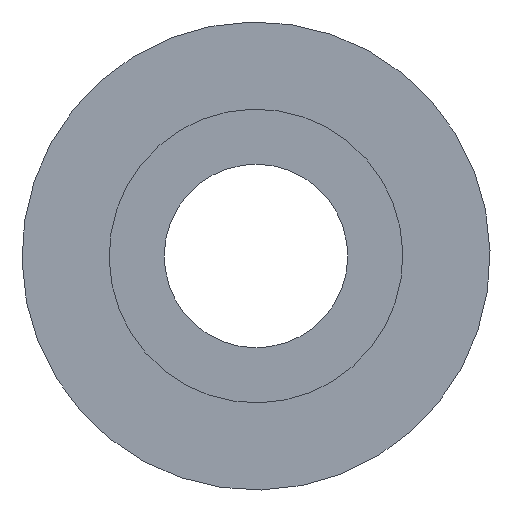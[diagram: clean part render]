
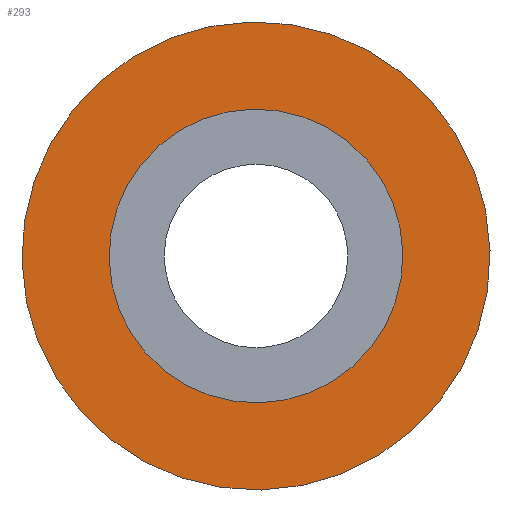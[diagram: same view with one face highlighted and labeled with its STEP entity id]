
A CAD part, left-side view. The second image highlights one B-rep face of the part: STEP entity #293.
In plain terms, the highlighted planar face has unit normal (-1, 0, 0).
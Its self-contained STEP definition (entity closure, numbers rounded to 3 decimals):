
#232=CARTESIAN_POINT('Vertex',(1.,11.189,6.113)) ;
#235=CARTESIAN_POINT('Axis2P3D Location',(1.,0.,0.)) ;
#239=CARTESIAN_POINT('Vertex',(1.,-11.189,-6.113)) ;
#254=CARTESIAN_POINT('Axis2P3D Location',(1.,0.,0.)) ;
#266=CARTESIAN_POINT('Axis2P3D Location',(1.,8.,0.)) ;
#275=CARTESIAN_POINT('Axis2P3D Location',(1.,0.,0.)) ;
#279=CARTESIAN_POINT('Vertex',(1.,-7.021,-3.835)) ;
#281=CARTESIAN_POINT('Vertex',(1.,7.021,3.835)) ;
#284=CARTESIAN_POINT('Axis2P3D Location',(1.,0.,0.)) ;
#236=DIRECTION('Axis2P3D Direction',(1.,0.,0.)) ;
#255=DIRECTION('Axis2P3D Direction',(1.,0.,0.)) ;
#267=DIRECTION('Axis2P3D Direction',(1.,0.,0.)) ;
#268=DIRECTION('Axis2P3D XDirection',(0.,1.,0.)) ;
#276=DIRECTION('Axis2P3D Direction',(1.,0.,0.)) ;
#285=DIRECTION('Axis2P3D Direction',(1.,0.,0.)) ;
#237=AXIS2_PLACEMENT_3D('Circle Axis2P3D',#235,#236,$) ;
#256=AXIS2_PLACEMENT_3D('Circle Axis2P3D',#254,#255,$) ;
#269=AXIS2_PLACEMENT_3D('Plane Axis2P3D',#266,#267,#268) ;
#277=AXIS2_PLACEMENT_3D('Circle Axis2P3D',#275,#276,$) ;
#286=AXIS2_PLACEMENT_3D('Circle Axis2P3D',#284,#285,$) ;
#272=ORIENTED_EDGE('',*,*,#241,.F.) ;
#273=ORIENTED_EDGE('',*,*,#258,.F.) ;
#290=ORIENTED_EDGE('',*,*,#283,.T.) ;
#291=ORIENTED_EDGE('',*,*,#288,.T.) ;
#292=FACE_BOUND('',#289,.T.) ;
#293=ADVANCED_FACE('PartBody',(#274,#292),#270,.F.) ;
#238=CIRCLE('generated circle',#237,12.75) ;
#257=CIRCLE('generated circle',#256,12.75) ;
#278=CIRCLE('generated circle',#277,8.) ;
#287=CIRCLE('generated circle',#286,8.) ;
#241=EDGE_CURVE('',#233,#240,#238,.T.) ;
#258=EDGE_CURVE('',#240,#233,#257,.T.) ;
#283=EDGE_CURVE('',#280,#282,#278,.T.) ;
#288=EDGE_CURVE('',#282,#280,#287,.T.) ;
#271=EDGE_LOOP('',(#272,#273)) ;
#289=EDGE_LOOP('',(#290,#291)) ;
#274=FACE_OUTER_BOUND('',#271,.T.) ;
#270=PLANE('',#269) ;
#233=VERTEX_POINT('',#232) ;
#240=VERTEX_POINT('',#239) ;
#280=VERTEX_POINT('',#279) ;
#282=VERTEX_POINT('',#281) ;
